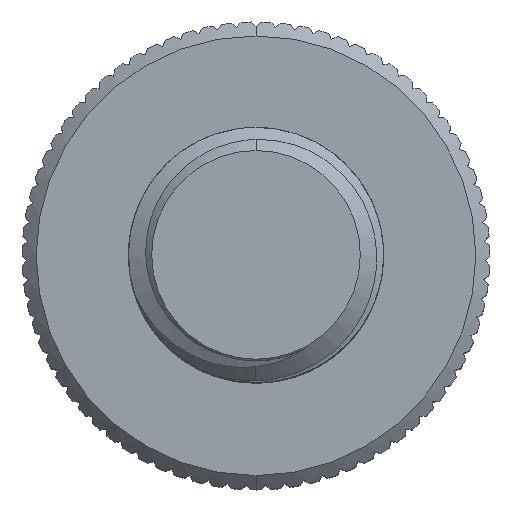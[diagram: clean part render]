
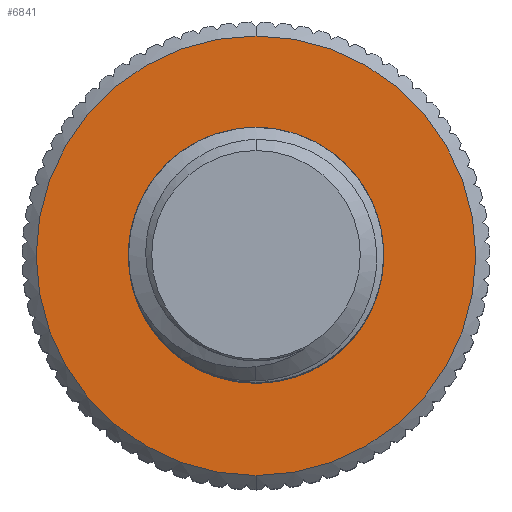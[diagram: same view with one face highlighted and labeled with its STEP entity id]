
A CAD part, top view. The second image highlights one B-rep face of the part: STEP entity #6841.
In plain terms, the highlighted planar face has unit normal (0, 0, 1).
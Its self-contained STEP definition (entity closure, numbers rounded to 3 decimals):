
#430 = CARTESIAN_POINT ( 'NONE',  ( 0., 0., 0. ) ) ;
#545 = DIRECTION ( 'NONE',  ( 0., -1., 0. ) ) ;
#619 = AXIS2_PLACEMENT_3D ( 'NONE', #2104, #3171, #12415 ) ;
#1052 = ORIENTED_EDGE ( 'NONE', *, *, #4072, .F. ) ;
#1518 = CARTESIAN_POINT ( 'NONE',  ( 0., 2.585, 0. ) ) ;
#1519 = DIRECTION ( 'NONE',  ( 0., 0., 1. ) ) ;
#1689 = CIRCLE ( 'NONE', #5916, 1.5 ) ;
#1827 = CIRCLE ( 'NONE', #619, 2.585 ) ;
#1967 = CARTESIAN_POINT ( 'NONE',  ( 0., 2.585, 0. ) ) ;
#2104 = CARTESIAN_POINT ( 'NONE',  ( 0., 0., 0. ) ) ;
#2462 = EDGE_LOOP ( 'NONE', ( #5039, #1052 ) ) ;
#2773 = EDGE_LOOP ( 'NONE', ( #7847, #10266 ) ) ;
#2829 = VERTEX_POINT ( 'NONE', #13427 ) ;
#2984 = AXIS2_PLACEMENT_3D ( 'NONE', #12317, #12458, #8367 ) ;
#3171 = DIRECTION ( 'NONE',  ( 0., 0., 1. ) ) ;
#3241 = CARTESIAN_POINT ( 'NONE',  ( 0., 1.5, 0. ) ) ;
#3582 = DIRECTION ( 'NONE',  ( 0., 0., 1. ) ) ;
#3614 = AXIS2_PLACEMENT_3D ( 'NONE', #1518, #3615, #545 ) ;
#3615 = DIRECTION ( 'NONE',  ( 0., 0., 1. ) ) ;
#4072 = EDGE_CURVE ( 'NONE', #4573, #12127, #1689, .T. ) ;
#4267 = VERTEX_POINT ( 'NONE', #1967 ) ;
#4573 = VERTEX_POINT ( 'NONE', #3241 ) ;
#4790 = EDGE_CURVE ( 'NONE', #2829, #4267, #10129, .T. ) ;
#4875 = EDGE_CURVE ( 'NONE', #4267, #2829, #1827, .T. ) ;
#5039 = ORIENTED_EDGE ( 'NONE', *, *, #8211, .F. ) ;
#5366 = FACE_OUTER_BOUND ( 'NONE', #2773, .T. ) ;
#5444 = CARTESIAN_POINT ( 'NONE',  ( 0., -1.5, 0. ) ) ;
#5916 = AXIS2_PLACEMENT_3D ( 'NONE', #430, #3582, #12925 ) ;
#6841 = ADVANCED_FACE ( 'NONE', ( #8335, #5366 ), #12951, .T. ) ;
#7736 = AXIS2_PLACEMENT_3D ( 'NONE', #12913, #1519, #8892 ) ;
#7847 = ORIENTED_EDGE ( 'NONE', *, *, #4875, .T. ) ;
#8211 = EDGE_CURVE ( 'NONE', #12127, #4573, #10848, .T. ) ;
#8335 = FACE_BOUND ( 'NONE', #2462, .T. ) ;
#8367 = DIRECTION ( 'NONE',  ( 0., 1., 0. ) ) ;
#8892 = DIRECTION ( 'NONE',  ( 0., -1., 0. ) ) ;
#10129 = CIRCLE ( 'NONE', #2984, 2.585 ) ;
#10266 = ORIENTED_EDGE ( 'NONE', *, *, #4790, .T. ) ;
#10848 = CIRCLE ( 'NONE', #7736, 1.5 ) ;
#12127 = VERTEX_POINT ( 'NONE', #5444 ) ;
#12317 = CARTESIAN_POINT ( 'NONE',  ( 0., 0., 0. ) ) ;
#12415 = DIRECTION ( 'NONE',  ( 0., 1., 0. ) ) ;
#12458 = DIRECTION ( 'NONE',  ( 0., 0., 1. ) ) ;
#12913 = CARTESIAN_POINT ( 'NONE',  ( 0., 0., 0. ) ) ;
#12925 = DIRECTION ( 'NONE',  ( 0., -1., 0. ) ) ;
#12951 = PLANE ( 'NONE',  #3614 ) ;
#13427 = CARTESIAN_POINT ( 'NONE',  ( 0., -2.585, 0. ) ) ;
